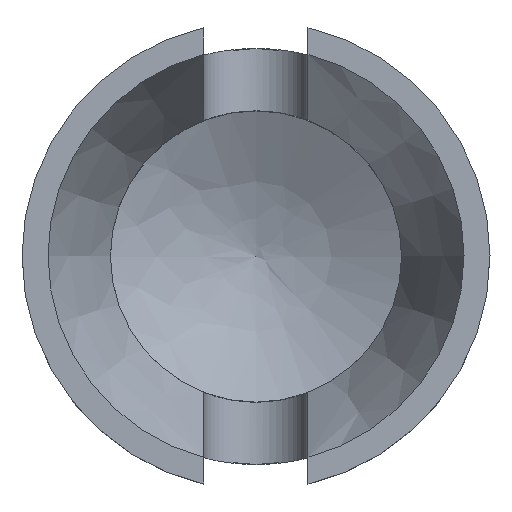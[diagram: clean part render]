
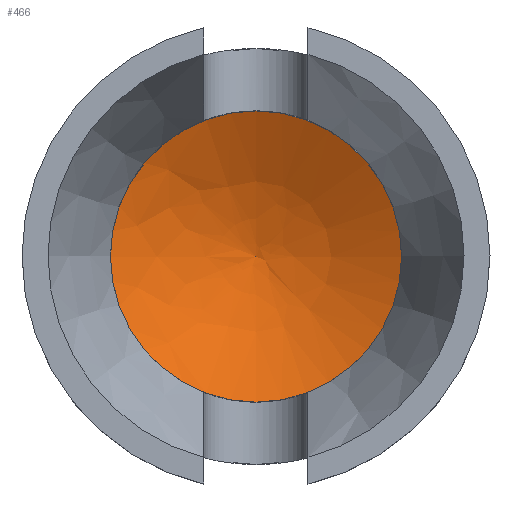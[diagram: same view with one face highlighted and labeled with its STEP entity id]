
A CAD part, top view. The second image highlights one B-rep face of the part: STEP entity #466.
In plain terms, the highlighted free-form (B-spline) face has degree [2, 2] with [3, 9] control points.
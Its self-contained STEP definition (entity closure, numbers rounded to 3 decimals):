
#19=(
BOUNDED_SURFACE()
B_SPLINE_SURFACE(2,2,((#928,#929,#930,#931,#932,#933,#934,#935,#936),(#937,
#938,#939,#940,#941,#942,#943,#944,#945),(#946,#947,#948,#949,#950,#951,
#952,#953,#954)),.UNSPECIFIED.,.F.,.T.,.F.)
B_SPLINE_SURFACE_WITH_KNOTS((3,3),(3,2,2,2,3),(-1.412,-1.043),
(-3.142,-1.571,0.,1.571,3.142),
 .UNSPECIFIED.)
GEOMETRIC_REPRESENTATION_ITEM()
RATIONAL_B_SPLINE_SURFACE(((1.,0.707,1.,0.707,1.,
0.707,1.,0.707,1.),(0.983,0.695,
0.983,0.695,0.983,0.695,0.983,
0.695,0.983),(1.,0.707,1.,0.707,
1.,0.707,1.,0.707,1.)))
REPRESENTATION_ITEM('')
SURFACE()
);
#73=FACE_OUTER_BOUND('',#100,.T.);
#100=EDGE_LOOP('',(#394,#395,#396,#397,#398));
#178=CIRCLE('',#507,2.8);
#184=CIRCLE('',#518,2.8);
#185=CIRCLE('',#519,8.102);
#186=CIRCLE('',#520,2.8);
#211=VERTEX_POINT('',#718);
#227=VERTEX_POINT('',#795);
#236=VERTEX_POINT('',#955);
#237=VERTEX_POINT('',#957);
#289=EDGE_CURVE('',#211,#227,#178,.T.);
#295=EDGE_CURVE('',#227,#236,#184,.T.);
#296=EDGE_CURVE('',#236,#237,#185,.T.);
#297=EDGE_CURVE('',#236,#211,#186,.T.);
#394=ORIENTED_EDGE('',*,*,#289,.T.);
#395=ORIENTED_EDGE('',*,*,#295,.T.);
#396=ORIENTED_EDGE('',*,*,#296,.T.);
#397=ORIENTED_EDGE('',*,*,#296,.F.);
#398=ORIENTED_EDGE('',*,*,#297,.T.);
#466=ADVANCED_FACE('',(#73),#19,.T.);
#507=AXIS2_PLACEMENT_3D('',#917,#602,#603);
#518=AXIS2_PLACEMENT_3D('',#956,#624,#625);
#519=AXIS2_PLACEMENT_3D('',#958,#626,#627);
#520=AXIS2_PLACEMENT_3D('',#959,#628,#629);
#602=DIRECTION('center_axis',(0.,0.,1.));
#603=DIRECTION('ref_axis',(1.,0.,0.));
#624=DIRECTION('center_axis',(0.,0.,1.));
#625=DIRECTION('ref_axis',(1.,0.,0.));
#626=DIRECTION('center_axis',(0.,-1.,0.));
#627=DIRECTION('ref_axis',(-1.,0.,0.));
#628=DIRECTION('center_axis',(0.,0.,1.));
#629=DIRECTION('ref_axis',(1.,0.,0.));
#718=CARTESIAN_POINT('',(0.,-2.8,-7.));
#795=CARTESIAN_POINT('',(0.,2.8,-7.));
#917=CARTESIAN_POINT('Origin',(0.,0.,-7.));
#928=CARTESIAN_POINT('Ctrl Pts',(0.,0.,-8.));
#929=CARTESIAN_POINT('Ctrl Pts',(0.,0.,
-8.));
#930=CARTESIAN_POINT('Ctrl Pts',(0.,0.,
-8.));
#931=CARTESIAN_POINT('Ctrl Pts',(0.,0.,
-8.));
#932=CARTESIAN_POINT('Ctrl Pts',(0.,0.,-8.));
#933=CARTESIAN_POINT('Ctrl Pts',(0.,0.,
-8.));
#934=CARTESIAN_POINT('Ctrl Pts',(0.,0.,
-8.));
#935=CARTESIAN_POINT('Ctrl Pts',(0.,0.,
-8.));
#936=CARTESIAN_POINT('Ctrl Pts',(0.,0.,-8.));
#937=CARTESIAN_POINT('Ctrl Pts',(-1.493,0.,-7.761));
#938=CARTESIAN_POINT('Ctrl Pts',(-1.493,-1.493,-7.761));
#939=CARTESIAN_POINT('Ctrl Pts',(0.,-1.493,
-7.761));
#940=CARTESIAN_POINT('Ctrl Pts',(1.493,-1.493,-7.761));
#941=CARTESIAN_POINT('Ctrl Pts',(1.493,0.,-7.761));
#942=CARTESIAN_POINT('Ctrl Pts',(1.493,1.493,-7.761));
#943=CARTESIAN_POINT('Ctrl Pts',(0.,1.493,
-7.761));
#944=CARTESIAN_POINT('Ctrl Pts',(-1.493,1.493,-7.761));
#945=CARTESIAN_POINT('Ctrl Pts',(-1.493,0.,-7.761));
#946=CARTESIAN_POINT('Ctrl Pts',(-2.8,0.,-7.));
#947=CARTESIAN_POINT('Ctrl Pts',(-2.8,-2.8,-7.));
#948=CARTESIAN_POINT('Ctrl Pts',(0.,-2.8,
-7.));
#949=CARTESIAN_POINT('Ctrl Pts',(2.8,-2.8,-7.));
#950=CARTESIAN_POINT('Ctrl Pts',(2.8,0.,-7.));
#951=CARTESIAN_POINT('Ctrl Pts',(2.8,2.8,-7.));
#952=CARTESIAN_POINT('Ctrl Pts',(0.,2.8,
-7.));
#953=CARTESIAN_POINT('Ctrl Pts',(-2.8,2.8,-7.));
#954=CARTESIAN_POINT('Ctrl Pts',(-2.8,0.,-7.));
#955=CARTESIAN_POINT('',(-2.8,0.,-7.));
#956=CARTESIAN_POINT('Origin',(0.,0.,-7.));
#957=CARTESIAN_POINT('',(0.,0.,-8.));
#958=CARTESIAN_POINT('Origin',(1.279,0.,0.));
#959=CARTESIAN_POINT('Origin',(0.,0.,-7.));
